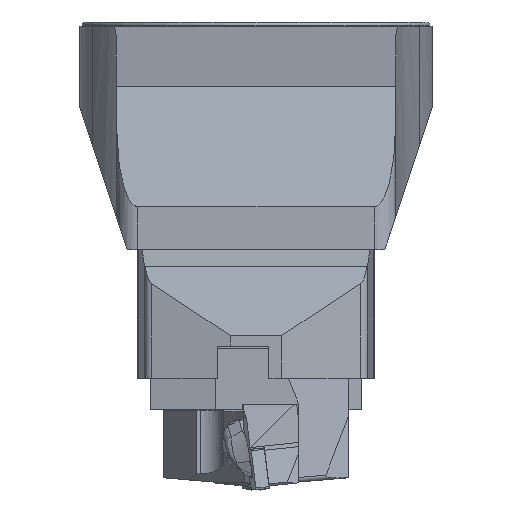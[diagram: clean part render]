
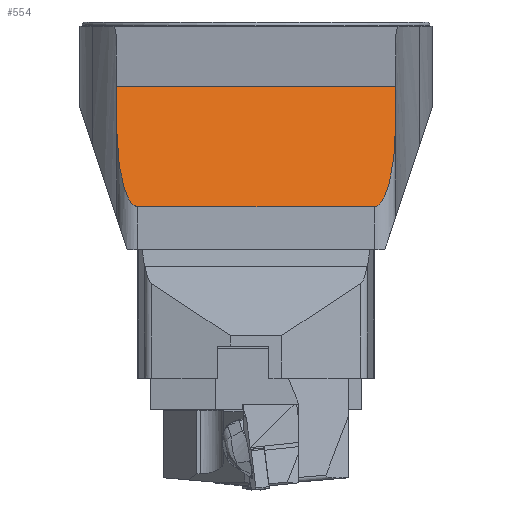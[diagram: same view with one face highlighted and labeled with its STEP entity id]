
A CAD part, left-side view. The second image highlights one B-rep face of the part: STEP entity #554.
In plain terms, the highlighted planar face has unit normal (-0.966, 0, 0.259).
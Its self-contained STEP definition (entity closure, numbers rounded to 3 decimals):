
#339=ELLIPSE('',#4168,38.637,10.);
#340=ELLIPSE('',#4169,38.637,10.);
#554=ADVANCED_FACE('',(#893),#745,.F.);
#745=PLANE('',#4170);
#893=FACE_OUTER_BOUND('',#1104,.T.);
#1104=EDGE_LOOP('',(#1583,#1584,#1585,#1586,#1587,#1588));
#1583=ORIENTED_EDGE('',*,*,#2829,.T.);
#1584=ORIENTED_EDGE('',*,*,#2830,.T.);
#1585=ORIENTED_EDGE('',*,*,#2823,.F.);
#1586=ORIENTED_EDGE('',*,*,#2831,.T.);
#1587=ORIENTED_EDGE('',*,*,#2832,.T.);
#1588=ORIENTED_EDGE('',*,*,#2833,.T.);
#2429=VERTEX_POINT('',#5831);
#2430=VERTEX_POINT('',#5832);
#2433=VERTEX_POINT('',#5843);
#2434=VERTEX_POINT('',#5844);
#2435=VERTEX_POINT('',#5847);
#2436=VERTEX_POINT('',#5849);
#2823=EDGE_CURVE('',#2429,#2430,#3298,.T.);
#2829=EDGE_CURVE('',#2433,#2434,#3304,.T.);
#2830=EDGE_CURVE('',#2434,#2430,#339,.T.);
#2831=EDGE_CURVE('',#2429,#2435,#340,.T.);
#2832=EDGE_CURVE('',#2435,#2436,#3305,.T.);
#2833=EDGE_CURVE('',#2436,#2433,#3306,.T.);
#3298=LINE('',#5830,#3661);
#3304=LINE('',#5842,#3667);
#3305=LINE('',#5848,#3668);
#3306=LINE('',#5850,#3669);
#3661=VECTOR('',#4755,1.);
#3667=VECTOR('',#4765,1.);
#3668=VECTOR('',#4770,1.);
#3669=VECTOR('',#4771,1.);
#4168=AXIS2_PLACEMENT_3D('',#5845,#4766,#4767);
#4169=AXIS2_PLACEMENT_3D('',#5846,#4768,#4769);
#4170=AXIS2_PLACEMENT_3D('',#5851,#4772,#4773);
#4755=DIRECTION('',(0.,1.,0.));
#4765=DIRECTION('',(-0.259,0.,-0.966));
#4766=DIRECTION('',(-0.966,0.,0.259));
#4767=DIRECTION('',(-0.259,0.,-0.966));
#4768=DIRECTION('',(-0.966,0.,0.259));
#4769=DIRECTION('',(0.259,0.,0.966));
#4770=DIRECTION('',(0.259,0.,0.966));
#4771=DIRECTION('',(0.,1.,0.));
#4772=DIRECTION('',(0.966,0.,-0.259));
#4773=DIRECTION('',(0.259,0.,0.966));
#5830=CARTESIAN_POINT('',(-355.,-355.,-86.));
#5831=CARTESIAN_POINT('',(-355.,-55.,-86.));
#5832=CARTESIAN_POINT('',(-355.,55.,-86.));
#5842=CARTESIAN_POINT('',(-339.995,65.,-30.));
#5843=CARTESIAN_POINT('',(-339.995,65.,-30.));
#5844=CARTESIAN_POINT('',(-345.,65.,-48.679));
#5845=CARTESIAN_POINT('',(-345.,55.,-48.679));
#5846=CARTESIAN_POINT('',(-345.,-55.,-48.679));
#5847=CARTESIAN_POINT('',(-345.,-65.,-48.679));
#5848=CARTESIAN_POINT('',(-339.995,-65.,-30.));
#5849=CARTESIAN_POINT('',(-339.995,-65.,-30.));
#5850=CARTESIAN_POINT('',(-339.995,-355.,-30.));
#5851=CARTESIAN_POINT('',(-339.995,-355.,-30.));
